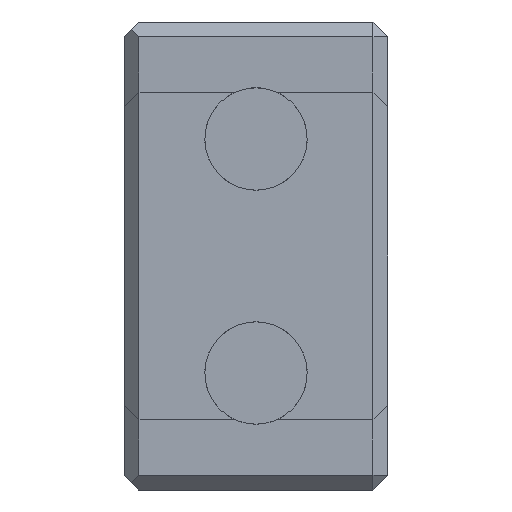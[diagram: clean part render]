
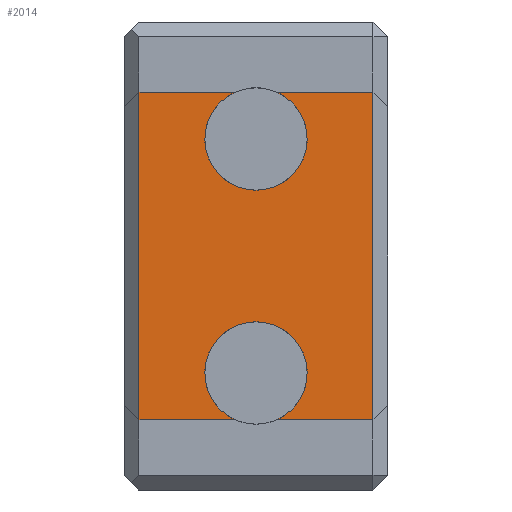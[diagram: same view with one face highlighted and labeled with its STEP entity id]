
A CAD part, left-side view. The second image highlights one B-rep face of the part: STEP entity #2014.
In plain terms, the highlighted planar face has unit normal (-1, 0, 0).
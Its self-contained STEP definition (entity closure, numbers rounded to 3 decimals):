
#102=PLANE('',#2166);
#167=CIRCLE('',#2144,1.75);
#173=CIRCLE('',#2155,1.75);
#174=CIRCLE('',#2156,1.75);
#276=FACE_OUTER_BOUND('',#410,.T.);
#410=EDGE_LOOP('',(#1866,#1867,#1868,#1869,#1870,#1871,#1872,#1873,#1874));
#485=LINE('',#3036,#679);
#526=LINE('',#3371,#720);
#601=LINE('',#3793,#795);
#605=LINE('',#3799,#799);
#606=LINE('',#3801,#800);
#607=LINE('',#3802,#801);
#679=VECTOR('',#2321,10.);
#720=VECTOR('',#2396,10.);
#795=VECTOR('',#2621,10.);
#799=VECTOR('',#2629,10.);
#800=VECTOR('',#2632,10.);
#801=VECTOR('',#2633,10.);
#917=VERTEX_POINT('',#3029);
#919=VERTEX_POINT('',#3035);
#961=VERTEX_POINT('',#3364);
#963=VERTEX_POINT('',#3370);
#1015=VERTEX_POINT('',#3747);
#1017=VERTEX_POINT('',#3750);
#1023=VERTEX_POINT('',#3772);
#1025=VERTEX_POINT('',#3776);
#1026=VERTEX_POINT('',#3778);
#1124=EDGE_CURVE('',#919,#917,#485,.T.);
#1189=EDGE_CURVE('',#963,#961,#526,.T.);
#1288=EDGE_CURVE('',#1017,#1015,#167,.T.);
#1302=EDGE_CURVE('',#1026,#1025,#173,.T.);
#1304=EDGE_CURVE('',#1023,#1026,#174,.T.);
#1309=EDGE_CURVE('',#1025,#961,#601,.T.);
#1313=EDGE_CURVE('',#1017,#963,#605,.T.);
#1314=EDGE_CURVE('',#919,#1023,#606,.T.);
#1315=EDGE_CURVE('',#917,#1015,#607,.T.);
#1866=ORIENTED_EDGE('',*,*,#1124,.F.);
#1867=ORIENTED_EDGE('',*,*,#1314,.T.);
#1868=ORIENTED_EDGE('',*,*,#1304,.T.);
#1869=ORIENTED_EDGE('',*,*,#1302,.T.);
#1870=ORIENTED_EDGE('',*,*,#1309,.T.);
#1871=ORIENTED_EDGE('',*,*,#1189,.F.);
#1872=ORIENTED_EDGE('',*,*,#1313,.F.);
#1873=ORIENTED_EDGE('',*,*,#1288,.T.);
#1874=ORIENTED_EDGE('',*,*,#1315,.F.);
#2014=ADVANCED_FACE('',(#276),#102,.T.);
#2144=AXIS2_PLACEMENT_3D('',#3751,#2570,#2571);
#2155=AXIS2_PLACEMENT_3D('',#3779,#2600,#2601);
#2156=AXIS2_PLACEMENT_3D('',#3781,#2603,#2604);
#2166=AXIS2_PLACEMENT_3D('',#3800,#2630,#2631);
#2321=DIRECTION('',(0.,0.,-1.));
#2396=DIRECTION('',(0.,0.,1.));
#2570=DIRECTION('center_axis',(1.,0.,0.));
#2571=DIRECTION('ref_axis',(0.,0.,1.));
#2600=DIRECTION('center_axis',(1.,0.,0.));
#2601=DIRECTION('ref_axis',(0.,0.,1.));
#2603=DIRECTION('center_axis',(1.,0.,0.));
#2604=DIRECTION('ref_axis',(0.,0.,1.));
#2621=DIRECTION('',(0.,1.,0.));
#2629=DIRECTION('',(0.,1.,0.));
#2630=DIRECTION('center_axis',(-1.,0.,0.));
#2631=DIRECTION('ref_axis',(0.,0.,1.));
#2632=DIRECTION('',(0.,1.,0.));
#2633=DIRECTION('',(0.,1.,0.));
#3029=CARTESIAN_POINT('',(0.,0.5,-11.2));
#3035=CARTESIAN_POINT('',(0.,0.5,0.));
#3036=CARTESIAN_POINT('',(0.,0.5,-8.4));
#3364=CARTESIAN_POINT('',(0.,8.5,0.));
#3370=CARTESIAN_POINT('',(0.,8.5,-11.2));
#3371=CARTESIAN_POINT('',(0.,8.5,-8.4));
#3747=CARTESIAN_POINT('',(0.,3.791,-11.2));
#3750=CARTESIAN_POINT('',(0.,5.209,-11.2));
#3751=CARTESIAN_POINT('Origin',(0.,4.5,-9.6));
#3772=CARTESIAN_POINT('',(0.,3.791,0.));
#3776=CARTESIAN_POINT('',(0.,5.209,0.));
#3778=CARTESIAN_POINT('',(0.,4.5,-3.35));
#3779=CARTESIAN_POINT('Origin',(0.,4.5,-1.6));
#3781=CARTESIAN_POINT('Origin',(0.,4.5,-1.6));
#3793=CARTESIAN_POINT('',(0.,0.,0.));
#3799=CARTESIAN_POINT('',(0.,0.,-11.2));
#3800=CARTESIAN_POINT('Origin',(0.,0.,-11.2));
#3801=CARTESIAN_POINT('',(0.,0.,0.));
#3802=CARTESIAN_POINT('',(0.,0.,-11.2));
